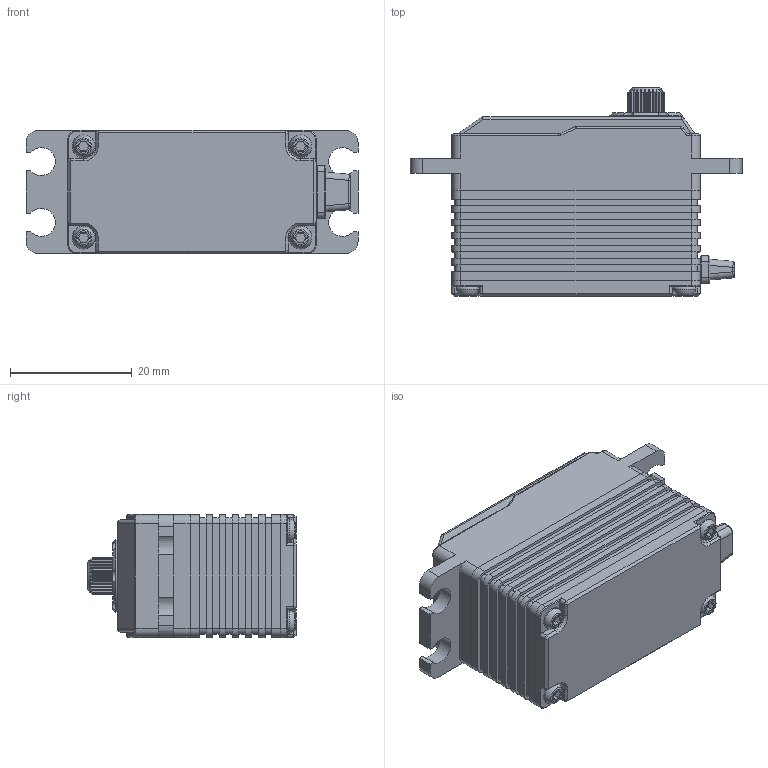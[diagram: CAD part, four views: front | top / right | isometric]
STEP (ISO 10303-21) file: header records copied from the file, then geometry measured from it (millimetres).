
FILE_DESCRIPTION(/* description */ ('STEP AP242','CAx-IF Rec.Pracs.---Representation and Presentation of Product Manufacturing Information (PMI)---4.0---2014-10-13','CAx-IF Rec.Pracs.---3D Tessellated Geometry---0.4---2014-09-14','2;1'),/* implementation_level */ '2;1');
FILE_NAME(/* name */ '631ffbab24424b4ccd25da26',/* time_stamp */ '2022-09-13T03:40:30+00:00',/* author */ (''),/* organization */ (''),/* preprocessor_version */ 'ST-DEVELOPER v18.102',/* originating_system */ ' ',/* authorisation */ ' ');
FILE_SCHEMA (('AP242_MANAGED_MODEL_BASED_3D_ENGINEERING_MIM_LF { 1 0 10303 442 1 1 4 }'));
Products named in the file (10): DDJ-STDLOW-LUOSI_3; DDJ-STDLOW-LUOSI_2; DDJ-STDLOW-LUOSI_1; DDJ-STDLOW-LUOSI; DDJ-STDLOW2-B-CNC; DDJ-XT-22-3P; DDJ-STDLOW2-T2-CNC; DDJ-STDLOW-GEAR6; DDJ-STDLOW-ZHOUCHENG; DDJ-STDLOW2-M2H-CNC
Bounding box: 54.5 x 34.2 x 20.2 mm (x, y, z)
Volume: 26345.5 mm3; surface area: 18604.5 mm2
Topology: 10 solids, 16 shells, 1825 faces, 4909 edges, 3169 vertices
Faces by surface type: cylinder 915, plane 549, bspline 171, cone 114, torus 68, sphere 8
Full cylindrical faces by diameter (mm): 1.2 x2, 1.4 x100, 1.6 x4, 2 x3, 2.1 x8, 2.52 x11, 2.8 x4, 3.2 x2, 3.6 x2, 4 x1, 5 x1, 5.6 x1, 5.8 x1, 6 x3, 6.2 x1, 7 x4, 8 x1, 9 x2, 9.4 x1, 10 x3, 12 x2, 17.4 x1
Entity records: 65801 total; most frequent: CARTESIAN_POINT 23328, ORIENTED_EDGE 8882, DIRECTION 8865, EDGE_CURVE 4441, AXIS2_PLACEMENT_3D 3401, VERTEX_POINT 2907, LINE 2063, VECTOR 2063
